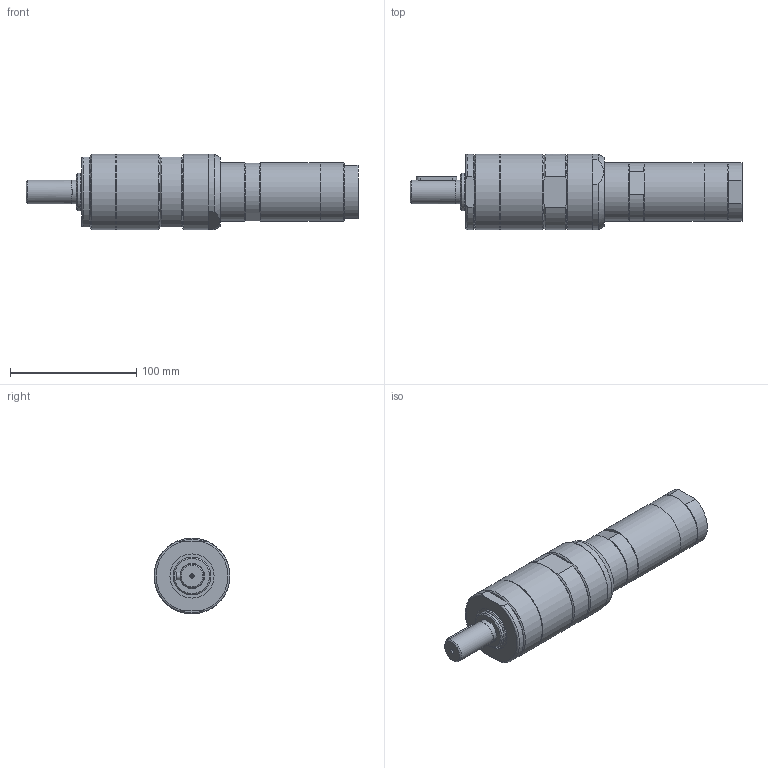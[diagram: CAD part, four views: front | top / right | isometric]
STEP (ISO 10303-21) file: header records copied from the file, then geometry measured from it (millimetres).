
FILE_DESCRIPTION((''),'2;1');
FILE_NAME('MRD 84-60_60024765.stp','2012-07-18T10:17:33',('ibasyouni'),(''),'Autodesk Inventor 2012','Autodesk Inventor 2012','');
FILE_SCHEMA(('AUTOMOTIVE_DESIGN { 1 0 10303 214 1 1 1 1 }'));
Length unit declared in the file: millimetre
Products named in the file (1): MRD 84-263
Bounding box: 263 x 60 x 60 mm (x, y, z)
Volume: 494765.8 mm3; surface area: 51823.1 mm2
Topology: 1 solids, 1 shells, 149 faces, 351 edges, 224 vertices
Faces by surface type: plane 83, cylinder 34, cone 28, torus 2, bspline 1, sphere 1
Full cylindrical faces by diameter (mm): 1.55 x1, 1.6 x1, 5 x1, 5.5 x1, 11.445 x1, 18.631 x1, 18.8 x1, 19 x1, 20 x1, 29.95 x2, 35 x1, 46 x3, 46.5 x1, 55.16 x1, 60 x3
Entity records: 4236 total; most frequent: CARTESIAN_POINT 1009, DIRECTION 656, ORIENTED_EDGE 602, EDGE_CURVE 301, AXIS2_PLACEMENT_3D 247, VERTEX_POINT 212, EDGE_LOOP 207, VECTOR 162
